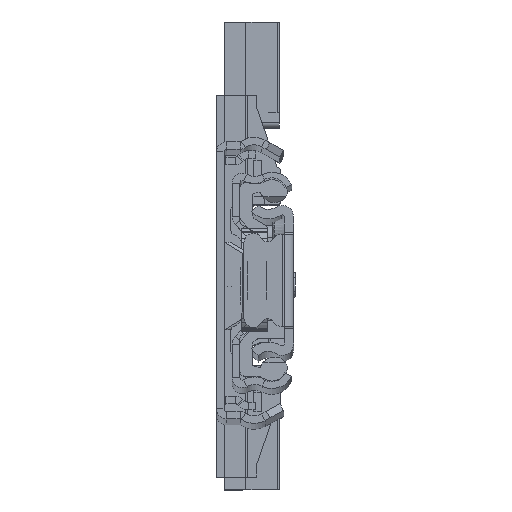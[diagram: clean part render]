
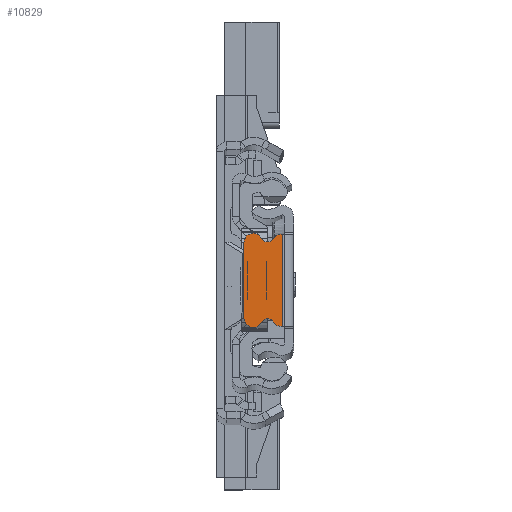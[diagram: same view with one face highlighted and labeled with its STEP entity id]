
A CAD part, top view. The second image highlights one B-rep face of the part: STEP entity #10829.
In plain terms, the highlighted planar face has unit normal (0, 0, 1).
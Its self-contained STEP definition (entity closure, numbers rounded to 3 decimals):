
#534 = CARTESIAN_POINT ( 'NONE',  ( -1.929, 7.37, 0. ) ) ;
#585 = ORIENTED_EDGE ( 'NONE', *, *, #34005, .T. ) ;
#1168 = ORIENTED_EDGE ( 'NONE', *, *, #32811, .T. ) ;
#1809 = AXIS2_PLACEMENT_3D ( 'NONE', #32907, #7698, #19174 ) ;
#1895 = DIRECTION ( 'NONE',  ( 0., 0., 1. ) ) ;
#2114 = CIRCLE ( 'NONE', #26352, 1.5 ) ;
#2194 = DIRECTION ( 'NONE',  ( 1., 0., 0. ) ) ;
#2353 = CARTESIAN_POINT ( 'NONE',  ( -1.929, 7.37, 0. ) ) ;
#2587 = VERTEX_POINT ( 'NONE', #10340 ) ;
#2657 = CARTESIAN_POINT ( 'NONE',  ( -4.142, -7.236, 0. ) ) ;
#2872 = AXIS2_PLACEMENT_3D ( 'NONE', #2657, #13936, #11337 ) ;
#3198 = LINE ( 'NONE', #22833, #11308 ) ;
#3244 = EDGE_CURVE ( 'NONE', #2587, #14637, #20971, .T. ) ;
#3385 = EDGE_CURVE ( 'NONE', #19036, #18475, #19780, .T. ) ;
#3606 = DIRECTION ( 'NONE',  ( 0., -1., 0. ) ) ;
#3875 = EDGE_CURVE ( 'NONE', #27193, #12412, #22208, .T. ) ;
#4654 = CARTESIAN_POINT ( 'NONE',  ( -1.929, -5.87, 0. ) ) ;
#4903 = VERTEX_POINT ( 'NONE', #6697 ) ;
#5380 = EDGE_CURVE ( 'NONE', #14637, #6500, #28328, .T. ) ;
#5658 = VERTEX_POINT ( 'NONE', #2353 ) ;
#6195 = EDGE_CURVE ( 'NONE', #12412, #18475, #3198, .T. ) ;
#6391 = CARTESIAN_POINT ( 'NONE',  ( -1.929, 5.87, 0. ) ) ;
#6409 = CIRCLE ( 'NONE', #2872, 1.1 ) ;
#6480 = EDGE_CURVE ( 'NONE', #5658, #27193, #30801, .T. ) ;
#6500 = VERTEX_POINT ( 'NONE', #8860 ) ;
#6697 = CARTESIAN_POINT ( 'NONE',  ( -5.109, -6.713, 0. ) ) ;
#7609 = AXIS2_PLACEMENT_3D ( 'NONE', #11250, #27778, #36496 ) ;
#7698 = DIRECTION ( 'NONE',  ( 0., 0., 1. ) ) ;
#7877 = PLANE ( 'NONE',  #1809 ) ;
#8860 = CARTESIAN_POINT ( 'NONE',  ( -7.929, 6., 0. ) ) ;
#9354 = VECTOR ( 'NONE', #11802, 1000. ) ;
#10142 = DIRECTION ( 'NONE',  ( 0., 0., 1. ) ) ;
#10340 = CARTESIAN_POINT ( 'NONE',  ( -3.206, 6.658, 0. ) ) ;
#10829 = ADVANCED_FACE ( 'NONE', ( #15306 ), #7877, .T. ) ;
#11250 = CARTESIAN_POINT ( 'NONE',  ( -6.429, 6., 0. ) ) ;
#11308 = VECTOR ( 'NONE', #25802, 1000. ) ;
#11337 = DIRECTION ( 'NONE',  ( -1., 0., 0. ) ) ;
#11496 = AXIS2_PLACEMENT_3D ( 'NONE', #4654, #1895, #24306 ) ;
#11498 = VECTOR ( 'NONE', #3606, 1000. ) ;
#11802 = DIRECTION ( 'NONE',  ( 1., 0., 0. ) ) ;
#12314 = CARTESIAN_POINT ( 'NONE',  ( -1.75, 7.37, 0. ) ) ;
#12412 = VERTEX_POINT ( 'NONE', #14886 ) ;
#13936 = DIRECTION ( 'NONE',  ( 0., 0., -1. ) ) ;
#14637 = VERTEX_POINT ( 'NONE', #23989 ) ;
#14691 = ORIENTED_EDGE ( 'NONE', *, *, #3244, .T. ) ;
#14886 = CARTESIAN_POINT ( 'NONE',  ( -1.75, -7.37, 0. ) ) ;
#14997 = ORIENTED_EDGE ( 'NONE', *, *, #6195, .F. ) ;
#15045 = ORIENTED_EDGE ( 'NONE', *, *, #5380, .T. ) ;
#15306 = FACE_OUTER_BOUND ( 'NONE', #21161, .T. ) ;
#16138 = ORIENTED_EDGE ( 'NONE', *, *, #20810, .T. ) ;
#16231 = CARTESIAN_POINT ( 'NONE',  ( -6.429, -6., 0. ) ) ;
#16773 = ORIENTED_EDGE ( 'NONE', *, *, #6480, .F. ) ;
#16819 = AXIS2_PLACEMENT_3D ( 'NONE', #34879, #17993, #29313 ) ;
#17287 = CARTESIAN_POINT ( 'NONE',  ( -7.929, -6., 0. ) ) ;
#17688 = DIRECTION ( 'NONE',  ( -1., 0., 0. ) ) ;
#17993 = DIRECTION ( 'NONE',  ( 0., 0., -1. ) ) ;
#18475 = VERTEX_POINT ( 'NONE', #25733 ) ;
#19036 = VERTEX_POINT ( 'NONE', #29202 ) ;
#19174 = DIRECTION ( 'NONE',  ( 1., 0., 0. ) ) ;
#19235 = DIRECTION ( 'NONE',  ( 0., -1., 0. ) ) ;
#19256 = VERTEX_POINT ( 'NONE', #33635 ) ;
#19780 = CIRCLE ( 'NONE', #11496, 1.5 ) ;
#20810 = EDGE_CURVE ( 'NONE', #19256, #4903, #2114, .T. ) ;
#20971 = CIRCLE ( 'NONE', #16819, 1.1 ) ;
#21161 = EDGE_LOOP ( 'NONE', ( #36104, #16773, #585, #14691, #15045, #32012, #16138, #1168, #27046, #14997 ) ) ;
#21882 = AXIS2_PLACEMENT_3D ( 'NONE', #6391, #34756, #17688 ) ;
#22208 = LINE ( 'NONE', #33294, #31687 ) ;
#22833 = CARTESIAN_POINT ( 'NONE',  ( -1.929, -7.37, 0. ) ) ;
#22925 = EDGE_CURVE ( 'NONE', #6500, #19256, #33455, .T. ) ;
#23989 = CARTESIAN_POINT ( 'NONE',  ( -5.109, 6.713, 0. ) ) ;
#24306 = DIRECTION ( 'NONE',  ( 1., 0., 0. ) ) ;
#25733 = CARTESIAN_POINT ( 'NONE',  ( -1.929, -7.37, 0. ) ) ;
#25802 = DIRECTION ( 'NONE',  ( -1., 0., 0. ) ) ;
#26352 = AXIS2_PLACEMENT_3D ( 'NONE', #16231, #10142, #2194 ) ;
#27046 = ORIENTED_EDGE ( 'NONE', *, *, #3385, .T. ) ;
#27193 = VERTEX_POINT ( 'NONE', #12314 ) ;
#27778 = DIRECTION ( 'NONE',  ( 0., 0., 1. ) ) ;
#28328 = CIRCLE ( 'NONE', #7609, 1.5 ) ;
#29202 = CARTESIAN_POINT ( 'NONE',  ( -3.206, -6.658, 0. ) ) ;
#29313 = DIRECTION ( 'NONE',  ( 1., 0., 0. ) ) ;
#30801 = LINE ( 'NONE', #534, #9354 ) ;
#31363 = CIRCLE ( 'NONE', #21882, 1.5 ) ;
#31687 = VECTOR ( 'NONE', #19235, 1000. ) ;
#32012 = ORIENTED_EDGE ( 'NONE', *, *, #22925, .T. ) ;
#32811 = EDGE_CURVE ( 'NONE', #4903, #19036, #6409, .T. ) ;
#32907 = CARTESIAN_POINT ( 'NONE',  ( 594.071, 0., 0. ) ) ;
#33294 = CARTESIAN_POINT ( 'NONE',  ( -1.75, 0., 0. ) ) ;
#33455 = LINE ( 'NONE', #17287, #11498 ) ;
#33635 = CARTESIAN_POINT ( 'NONE',  ( -7.929, -6., 0. ) ) ;
#34005 = EDGE_CURVE ( 'NONE', #5658, #2587, #31363, .T. ) ;
#34756 = DIRECTION ( 'NONE',  ( 0., 0., 1. ) ) ;
#34879 = CARTESIAN_POINT ( 'NONE',  ( -4.142, 7.236, 0. ) ) ;
#36104 = ORIENTED_EDGE ( 'NONE', *, *, #3875, .F. ) ;
#36496 = DIRECTION ( 'NONE',  ( -1., 0., 0. ) ) ;
